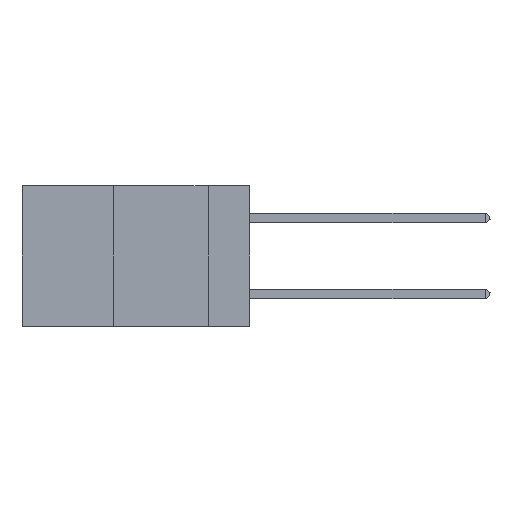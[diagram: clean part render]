
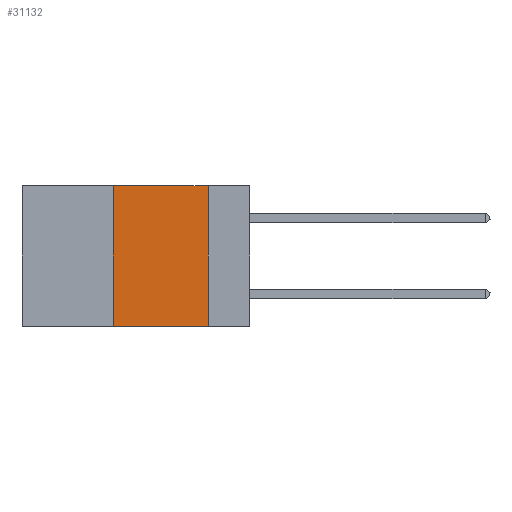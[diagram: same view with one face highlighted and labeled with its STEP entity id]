
A CAD part, left-side view. The second image highlights one B-rep face of the part: STEP entity #31132.
In plain terms, the highlighted planar face has unit normal (-1, 0, 0).
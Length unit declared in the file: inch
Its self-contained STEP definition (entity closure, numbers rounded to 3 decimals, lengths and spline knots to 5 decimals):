
#133 = VERTEX_POINT ( 'NONE', #15909 ) ;
#413 = VERTEX_POINT ( 'NONE', #11930 ) ;
#3612 = CARTESIAN_POINT ( 'NONE',  ( 0., 0.6, 0. ) ) ;
#5485 = CARTESIAN_POINT ( 'NONE',  ( 0., 0.11, -0.37 ) ) ;
#7710 = DIRECTION ( 'NONE',  ( 1., 0., 0. ) ) ;
#10049 = CARTESIAN_POINT ( 'NONE',  ( 0., 0.6, 0. ) ) ;
#10503 = CARTESIAN_POINT ( 'NONE',  ( 0., 0.11, 0. ) ) ;
#10516 = CARTESIAN_POINT ( 'NONE',  ( 0., 0.6, -0.37 ) ) ;
#10615 = VECTOR ( 'NONE', #18476, 39.37008 ) ;
#10881 = ORIENTED_EDGE ( 'NONE', *, *, #20268, .F. ) ;
#11930 = CARTESIAN_POINT ( 'NONE',  ( 0., 0.36, 0. ) ) ;
#13032 = DIRECTION ( 'NONE',  ( 0., -1., 0. ) ) ;
#13120 = EDGE_CURVE ( 'NONE', #133, #25134, #16063, .T. ) ;
#13217 = ORIENTED_EDGE ( 'NONE', *, *, #28161, .T. ) ;
#13313 = EDGE_CURVE ( 'NONE', #31618, #413, #30073, .T. ) ;
#14699 = AXIS2_PLACEMENT_3D ( 'NONE', #10049, #7710, #24838 ) ;
#15909 = CARTESIAN_POINT ( 'NONE',  ( 0., 0.11, 0. ) ) ;
#16026 = CARTESIAN_POINT ( 'NONE',  ( 0., 0.36, 0. ) ) ;
#16063 = LINE ( 'NONE', #10503, #22544 ) ;
#18476 = DIRECTION ( 'NONE',  ( 0., 0., 1. ) ) ;
#20268 = EDGE_CURVE ( 'NONE', #413, #133, #22175, .T. ) ;
#20625 = VECTOR ( 'NONE', #30610, 39.37008 ) ;
#22175 = LINE ( 'NONE', #3612, #20625 ) ;
#22544 = VECTOR ( 'NONE', #27594, 39.37008 ) ;
#23147 = ORIENTED_EDGE ( 'NONE', *, *, #13120, .F. ) ;
#23421 = VECTOR ( 'NONE', #13032, 39.37008 ) ;
#24838 = DIRECTION ( 'NONE',  ( 0., 0., -1. ) ) ;
#25080 = FACE_OUTER_BOUND ( 'NONE', #31184, .T. ) ;
#25134 = VERTEX_POINT ( 'NONE', #5485 ) ;
#25428 = ORIENTED_EDGE ( 'NONE', *, *, #13313, .F. ) ;
#27594 = DIRECTION ( 'NONE',  ( 0., 0., -1. ) ) ;
#28161 = EDGE_CURVE ( 'NONE', #31618, #25134, #29078, .T. ) ;
#29078 = LINE ( 'NONE', #10516, #23421 ) ;
#29577 = PLANE ( 'NONE',  #14699 ) ;
#30073 = LINE ( 'NONE', #16026, #10615 ) ;
#30610 = DIRECTION ( 'NONE',  ( 0., -1., 0. ) ) ;
#31132 = ADVANCED_FACE ( 'NONE', ( #25080 ), #29577, .F. ) ;
#31184 = EDGE_LOOP ( 'NONE', ( #23147, #10881, #25428, #13217 ) ) ;
#31255 = CARTESIAN_POINT ( 'NONE',  ( 0., 0.36, -0.37 ) ) ;
#31618 = VERTEX_POINT ( 'NONE', #31255 ) ;
